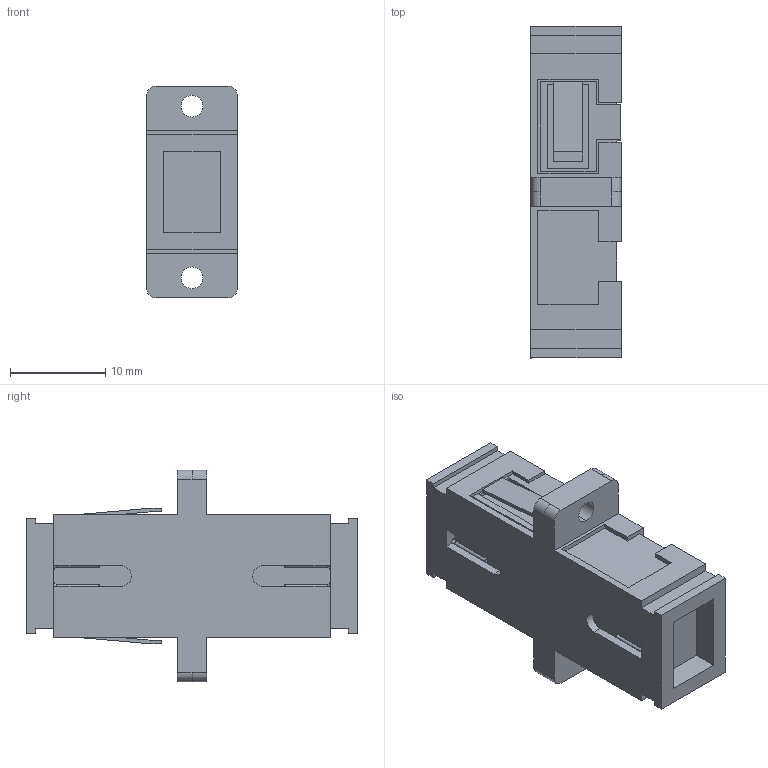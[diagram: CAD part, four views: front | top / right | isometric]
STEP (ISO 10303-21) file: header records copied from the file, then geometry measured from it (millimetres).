
FILE_DESCRIPTION (( 'STEP AP214' ), '1' );
FILE_NAME ('FOA-002M.STEP', '2019-01-08T12:55:55', ( '' ), ( '' ), 'SwSTEP 2.0', 'SolidWorks 2017', '' );
FILE_SCHEMA (( 'AUTOMOTIVE_DESIGN' ));
Length unit declared in the file: inch
Products named in the file (3): FOA-002M; 3AB09-002
Assembly tree (3 placements, depth 2):
  FOA-002M
    FOA-002M
    3AB09-002  x2
Bounding box: 9.53 x 34.8 x 22.23 mm (x, y, z)
Volume: 2564.1 mm3; surface area: 5174.5 mm2
Topology: 3 solids, 3 shells, 330 faces, 882 edges, 568 vertices
Faces by surface type: plane 236, cylinder 70, torus 16, cone 8
Entity records: 7876 total; most frequent: CARTESIAN_POINT 1374, ORIENTED_EDGE 1332, DIRECTION 1246, EDGE_CURVE 666, LINE 574, VECTOR 574, VERTEX_POINT 432, AXIS2_PLACEMENT_3D 336
